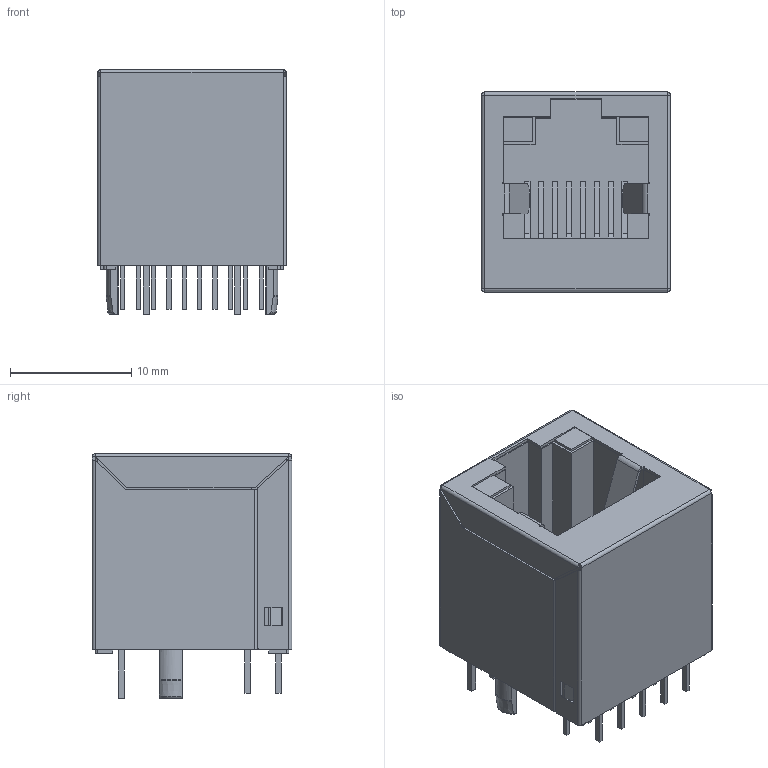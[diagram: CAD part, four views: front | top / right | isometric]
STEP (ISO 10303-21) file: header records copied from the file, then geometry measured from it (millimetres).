
FILE_DESCRIPTION (( 'STEP AP203' ), '1' );
FILE_NAME ('TMJD4152NENLC.STEP', '2023-03-07T02:52:22', ( '' ), ( '' ), 'SwSTEP 2.0', 'SolidWorks 2022', '' );
FILE_SCHEMA (( 'CONFIG_CONTROL_DESIGN' ));
Length unit declared in the file: millimetre
Products named in the file (1): TMJD4152NENLC
Bounding box: 15.7 x 16.5 x 20.2 mm (x, y, z)
Volume: 2726.7 mm3; surface area: 4874.9 mm2
Topology: 2 solids, 2 shells, 485 faces, 1260 edges, 784 vertices
Faces by surface type: plane 407, cylinder 68, torus 5, cone 3, sphere 2
Entity records: 14582 total; most frequent: CARTESIAN_POINT 2598, ORIENTED_EDGE 2516, DIRECTION 2355, EDGE_CURVE 1258, VECTOR 1097, LINE 1097, VERTEX_POINT 784, AXIS2_PLACEMENT_3D 629
